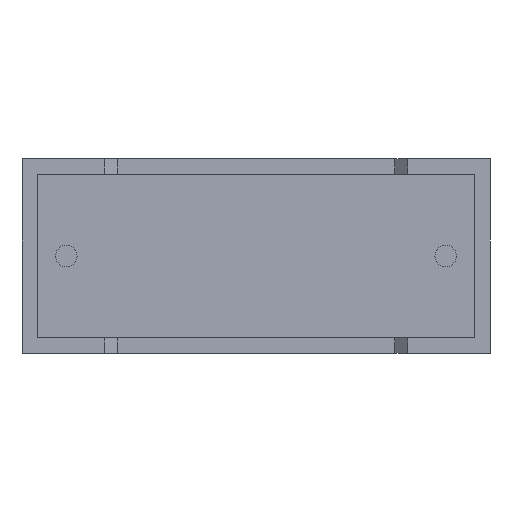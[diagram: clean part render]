
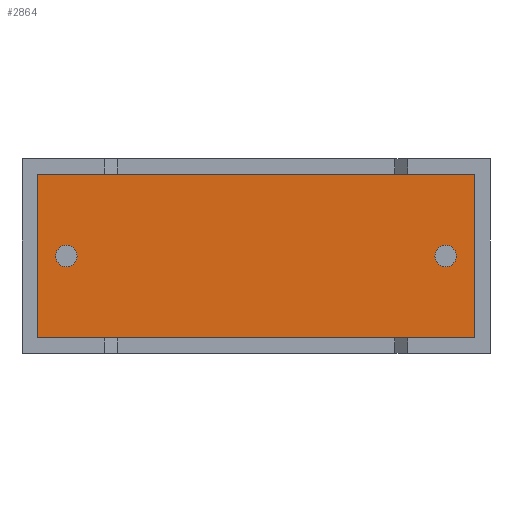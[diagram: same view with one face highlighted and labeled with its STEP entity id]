
A CAD part, front view. The second image highlights one B-rep face of the part: STEP entity #2864.
In plain terms, the highlighted planar face has unit normal (0, -1, 0).
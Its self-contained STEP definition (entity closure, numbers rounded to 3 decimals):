
#8 = DIRECTION ( 'NONE',  ( 0., 0., -1. ) ) ;
#120 = FACE_BOUND ( 'NONE', #467, .T. ) ;
#157 = ORIENTED_EDGE ( 'NONE', *, *, #2416, .F. ) ;
#202 = DIRECTION ( 'NONE',  ( 0., 0., -1. ) ) ;
#233 = CARTESIAN_POINT ( 'NONE',  ( 0.617, 0.75, 7.083 ) ) ;
#241 = ORIENTED_EDGE ( 'NONE', *, *, #1648, .F. ) ;
#264 = CARTESIAN_POINT ( 'NONE',  ( 17.883, 0.75, 7.083 ) ) ;
#268 = ORIENTED_EDGE ( 'NONE', *, *, #2153, .F. ) ;
#304 = CARTESIAN_POINT ( 'NONE',  ( 0.617, 0.75, 0.617 ) ) ;
#382 = CARTESIAN_POINT ( 'NONE',  ( 17.883, 0.75, 0.617 ) ) ;
#393 = VERTEX_POINT ( 'NONE', #1140 ) ;
#467 = EDGE_LOOP ( 'NONE', ( #157, #268 ) ) ;
#475 = CARTESIAN_POINT ( 'NONE',  ( 16.75, 0.75, 3.425 ) ) ;
#538 = EDGE_CURVE ( 'NONE', #2404, #3000, #1624, .T. ) ;
#558 = PLANE ( 'NONE',  #2975 ) ;
#596 = VECTOR ( 'NONE', #3059, 1000. ) ;
#698 = DIRECTION ( 'NONE',  ( 0., 0., -1. ) ) ;
#745 = CIRCLE ( 'NONE', #2476, 0.425 ) ;
#768 = VERTEX_POINT ( 'NONE', #264 ) ;
#834 = LINE ( 'NONE', #1107, #1321 ) ;
#845 = AXIS2_PLACEMENT_3D ( 'NONE', #1909, #2590, #8 ) ;
#951 = AXIS2_PLACEMENT_3D ( 'NONE', #2356, #2413, #698 ) ;
#1011 = FACE_BOUND ( 'NONE', #2398, .T. ) ;
#1023 = AXIS2_PLACEMENT_3D ( 'NONE', #1065, #1786, #1804 ) ;
#1065 = CARTESIAN_POINT ( 'NONE',  ( 16.75, 0.75, 3.85 ) ) ;
#1076 = CARTESIAN_POINT ( 'NONE',  ( 1.75, 0.75, 3.85 ) ) ;
#1107 = CARTESIAN_POINT ( 'NONE',  ( 17.883, 0.75, 0.617 ) ) ;
#1123 = EDGE_CURVE ( 'NONE', #3000, #768, #834, .T. ) ;
#1140 = CARTESIAN_POINT ( 'NONE',  ( 1.75, 0.75, 3.425 ) ) ;
#1280 = CIRCLE ( 'NONE', #951, 0.425 ) ;
#1295 = DIRECTION ( 'NONE',  ( 0., 0., -1. ) ) ;
#1301 = ORIENTED_EDGE ( 'NONE', *, *, #2200, .F. ) ;
#1321 = VECTOR ( 'NONE', #2503, 1000. ) ;
#1381 = CARTESIAN_POINT ( 'NONE',  ( 17.883, 0.75, 7.083 ) ) ;
#1485 = VECTOR ( 'NONE', #202, 1000. ) ;
#1512 = ORIENTED_EDGE ( 'NONE', *, *, #1123, .T. ) ;
#1624 = LINE ( 'NONE', #304, #2629 ) ;
#1648 = EDGE_CURVE ( 'NONE', #2374, #1665, #2379, .T. ) ;
#1661 = ORIENTED_EDGE ( 'NONE', *, *, #538, .T. ) ;
#1665 = VERTEX_POINT ( 'NONE', #475 ) ;
#1682 = ORIENTED_EDGE ( 'NONE', *, *, #1998, .T. ) ;
#1778 = DIRECTION ( 'NONE',  ( 0., -1., 0. ) ) ;
#1786 = DIRECTION ( 'NONE',  ( 0., -1., 0. ) ) ;
#1804 = DIRECTION ( 'NONE',  ( 0., 0., -1. ) ) ;
#1814 = CARTESIAN_POINT ( 'NONE',  ( 16.75, 0.75, 4.275 ) ) ;
#1909 = CARTESIAN_POINT ( 'NONE',  ( 16.75, 0.75, 3.85 ) ) ;
#1998 = EDGE_CURVE ( 'NONE', #768, #2967, #2572, .T. ) ;
#2041 = DIRECTION ( 'NONE',  ( 0., -1., 0. ) ) ;
#2121 = CARTESIAN_POINT ( 'NONE',  ( 0.617, 0.75, 0.617 ) ) ;
#2153 = EDGE_CURVE ( 'NONE', #393, #2979, #745, .T. ) ;
#2200 = EDGE_CURVE ( 'NONE', #1665, #2374, #2529, .T. ) ;
#2356 = CARTESIAN_POINT ( 'NONE',  ( 1.75, 0.75, 3.85 ) ) ;
#2374 = VERTEX_POINT ( 'NONE', #1814 ) ;
#2379 = CIRCLE ( 'NONE', #1023, 0.425 ) ;
#2398 = EDGE_LOOP ( 'NONE', ( #241, #1301 ) ) ;
#2404 = VERTEX_POINT ( 'NONE', #2121 ) ;
#2413 = DIRECTION ( 'NONE',  ( 0., -1., 0. ) ) ;
#2416 = EDGE_CURVE ( 'NONE', #2979, #393, #1280, .T. ) ;
#2476 = AXIS2_PLACEMENT_3D ( 'NONE', #1076, #1778, #1295 ) ;
#2487 = FACE_OUTER_BOUND ( 'NONE', #2662, .T. ) ;
#2503 = DIRECTION ( 'NONE',  ( 0., 0., 1. ) ) ;
#2529 = CIRCLE ( 'NONE', #845, 0.425 ) ;
#2572 = LINE ( 'NONE', #1381, #596 ) ;
#2580 = DIRECTION ( 'NONE',  ( 1., 0., 0. ) ) ;
#2590 = DIRECTION ( 'NONE',  ( 0., -1., 0. ) ) ;
#2629 = VECTOR ( 'NONE', #2580, 1000. ) ;
#2653 = EDGE_CURVE ( 'NONE', #2967, #2404, #2822, .T. ) ;
#2662 = EDGE_LOOP ( 'NONE', ( #2741, #1661, #1512, #1682 ) ) ;
#2700 = CARTESIAN_POINT ( 'NONE',  ( 0., 0.75, 0. ) ) ;
#2715 = DIRECTION ( 'NONE',  ( 0., 0., -1. ) ) ;
#2741 = ORIENTED_EDGE ( 'NONE', *, *, #2653, .T. ) ;
#2797 = CARTESIAN_POINT ( 'NONE',  ( 1.75, 0.75, 4.275 ) ) ;
#2822 = LINE ( 'NONE', #2838, #1485 ) ;
#2838 = CARTESIAN_POINT ( 'NONE',  ( 0.617, 0.75, 7.083 ) ) ;
#2864 = ADVANCED_FACE ( 'NONE', ( #1011, #2487, #120 ), #558, .T. ) ;
#2967 = VERTEX_POINT ( 'NONE', #233 ) ;
#2975 = AXIS2_PLACEMENT_3D ( 'NONE', #2700, #2041, #2715 ) ;
#2979 = VERTEX_POINT ( 'NONE', #2797 ) ;
#3000 = VERTEX_POINT ( 'NONE', #382 ) ;
#3059 = DIRECTION ( 'NONE',  ( -1., 0., 0. ) ) ;
